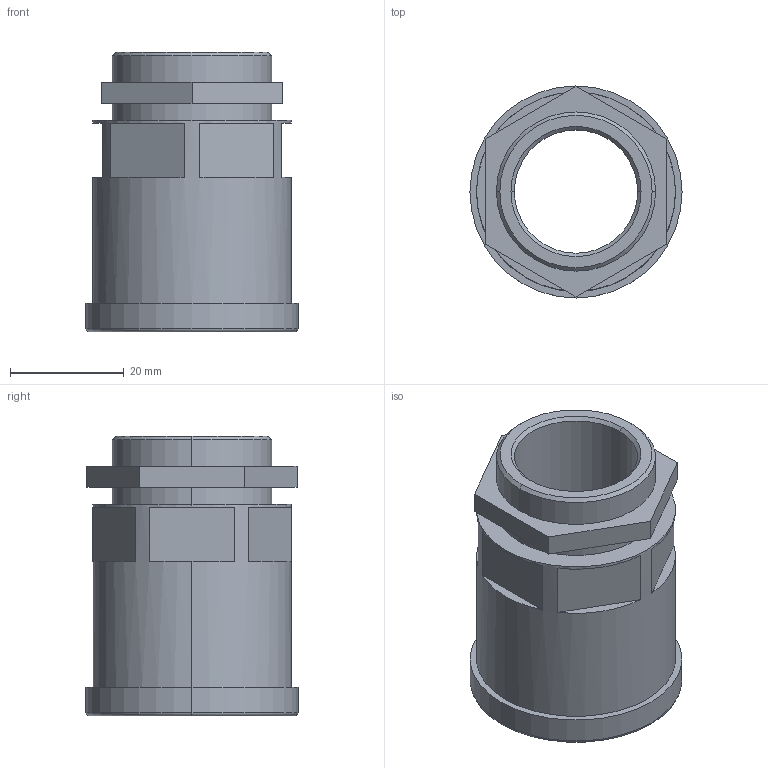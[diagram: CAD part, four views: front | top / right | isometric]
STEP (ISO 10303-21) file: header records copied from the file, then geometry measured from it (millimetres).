
FILE_DESCRIPTION (( 'STEP AP203' ), '1' );
FILE_NAME ('P8219.STEP', '2019-01-03T08:30:21', ( '' ), ( '' ), 'SwSTEP 2.0', 'SolidWorks 2017', '' );
FILE_SCHEMA (( 'CONFIG_CONTROL_DESIGN' ));
Length unit declared in the file: millimetre
Products named in the file (1): P8219
Bounding box: 37.3 x 37.3 x 49.2 mm (x, y, z)
Volume: 15466.3 mm3; surface area: 12161.5 mm2
Topology: 2 solids, 2 shells, 58 faces, 126 edges, 80 vertices
Faces by surface type: plane 32, cylinder 14, cone 8, torus 4
Entity records: 1677 total; most frequent: DIRECTION 304, CARTESIAN_POINT 265, ORIENTED_EDGE 252, EDGE_CURVE 126, AXIS2_PLACEMENT_3D 119, VERTEX_POINT 80, EDGE_LOOP 70, VECTOR 66
